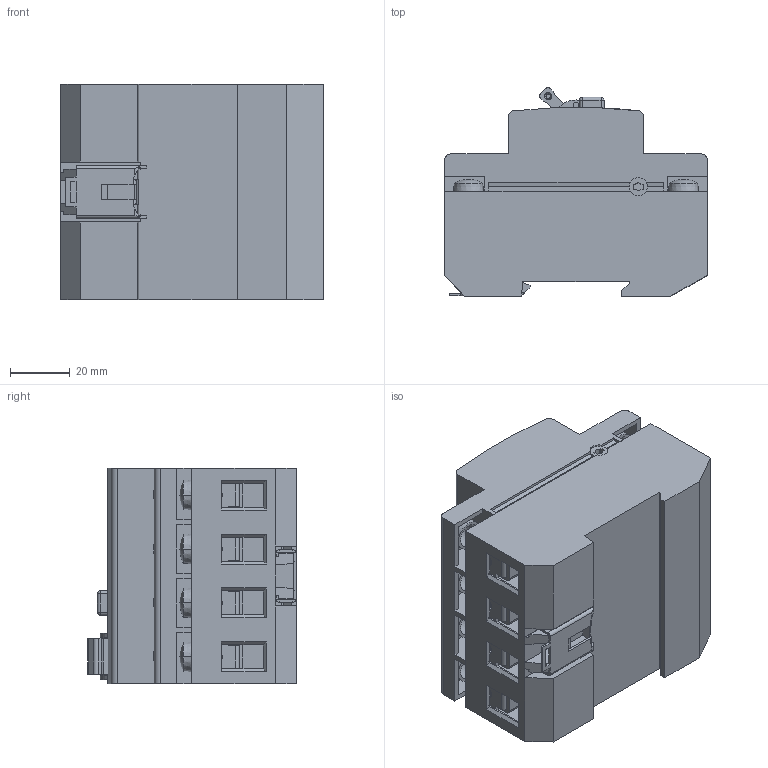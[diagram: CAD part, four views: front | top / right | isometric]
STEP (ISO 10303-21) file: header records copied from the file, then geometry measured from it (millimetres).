
FILE_DESCRIPTION((''),'2;1');
FILE_NAME('002062747_EFI-4_A_SELECT_AND_B__ASM','2022-11-23T15:10:21',('klemen.sitar'),('Audax d.o.o.'),'CREO PARAMETRIC BY PTC INC, 2021304','CREO PARAMETRIC BY PTC INC, 2021304','');
FILE_SCHEMA(('AP242_MANAGED_MODEL_BASED_3D_ENGINEERING_MIM_LF { 1 0 10303 442 1 1 4 }'));
Length unit declared in the file: millimetre
Products named in the file (16): 0000001735_4_1_1; 0000000703_3_1_1; 0000000533_2_1_1; 0000000470_2_1_1; 0000000692_ASM_4_ASM_1_ASM_1_ASM; 0000000706_2_1_1; 0000000695_ASM_4_ASM_1_ASM_1_ASM; 0000000704_3_1_1; 0000000708_ASM_3_ASM_1_ASM_1_ASM; 0000000991_5_1_1; 0000001049_2_1_1; 0000000069_1_1_1; GRED_2_1_1; 0000000727_3_1_1; PRT0006_1_1; 002062747_EFI-4_A_SELECT_AND_B__ASM
Assembly tree (24 placements, depth 3):
  002062747_EFI-4_A_SELECT_AND_B__ASM
    0000001735_4_1_1
    0000000692_ASM_4_ASM_1_ASM_1_ASM  x3
      0000000703_3_1_1
      0000000533_2_1_1
      0000000470_2_1_1
    0000000695_ASM_4_ASM_1_ASM_1_ASM
      0000000706_2_1_1
      0000000533_2_1_1
      0000000470_2_1_1
    0000000708_ASM_3_ASM_1_ASM_1_ASM  x4
      0000000704_3_1_1
      0000000533_2_1_1
      0000000470_2_1_1
    0000000991_5_1_1
    0000001049_2_1_1
    0000000069_1_1_1
    GRED_2_1_1
    0000000727_3_1_1
    PRT0006_1_1
Bounding box: 87.5 x 69.67 x 72 mm (x, y, z)
Volume: 210252.9 mm3; surface area: 87995.5 mm2
Topology: 31 solids, 31 shells, 1650 faces, 4788 edges, 3167 vertices
Faces by surface type: plane 1224, cylinder 342, cone 36, extrusion 22, sphere 20, bspline 6
Entity records: 53194 total; most frequent: CARTESIAN_POINT 7019, ORIENTED_EDGE 5942, DIRECTION 5436, PRESENTATION_STYLE_ASSIGNMENT 4062, STYLED_ITEM 4062, CURVE_STYLE 3009, EDGE_CURVE 2971, VECTOR 2482
